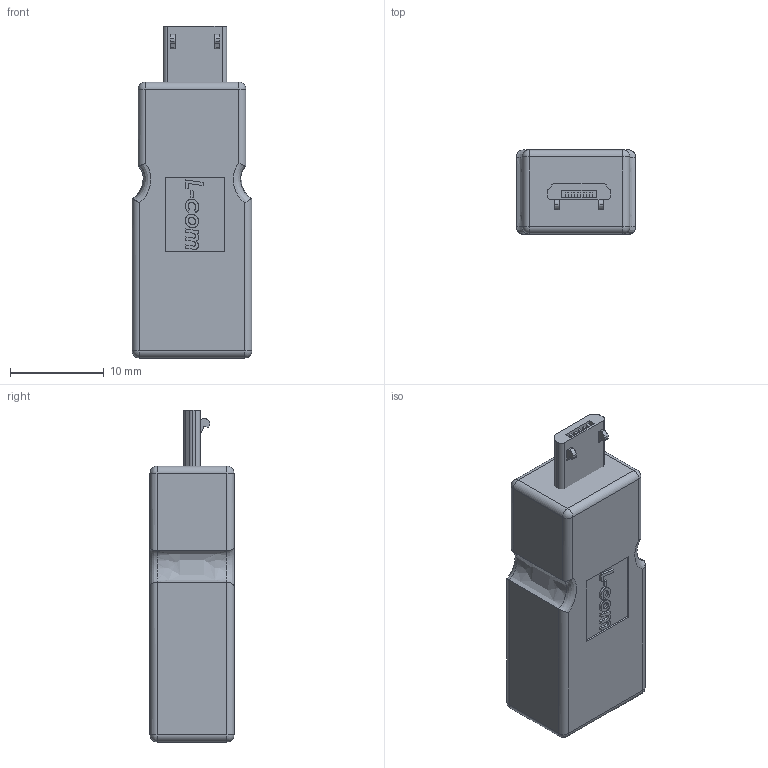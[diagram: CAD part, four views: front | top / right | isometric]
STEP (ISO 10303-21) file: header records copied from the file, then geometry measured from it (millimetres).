
FILE_DESCRIPTION (( 'STEP AP203' ), '1' );
FILE_NAME ('UAD030MF.STEP', '2010-11-17T20:54:50', ( 'x' ), ( 'Microsoft' ), 'SwSTEP 2.0', 'SolidWorks 2010', '' );
FILE_SCHEMA (( 'CONFIG_CONTROL_DESIGN' ));
Length unit declared in the file: inch
Products named in the file (4): UAD030MF; UAD030MF-MA1; 1AA05-031; 1AA05-032
Assembly tree (3 placements, depth 2):
  UAD030MF
    1AA05-032
    1AA05-031
    UAD030MF-MA1
Bounding box: 12.78 x 8.99 x 35.48 mm (x, y, z)
Volume: 3401.8 mm3; surface area: 2749.9 mm2
Topology: 8 solids, 8 shells, 451 faces, 1216 edges, 790 vertices
Faces by surface type: plane 292, cylinder 112, bspline 37, sphere 10
Entity records: 17816 total; most frequent: CARTESIAN_POINT 6218, ORIENTED_EDGE 2412, DIRECTION 2170, EDGE_CURVE 1206, LINE 906, VECTOR 906, VERTEX_POINT 790, AXIS2_PLACEMENT_3D 632
